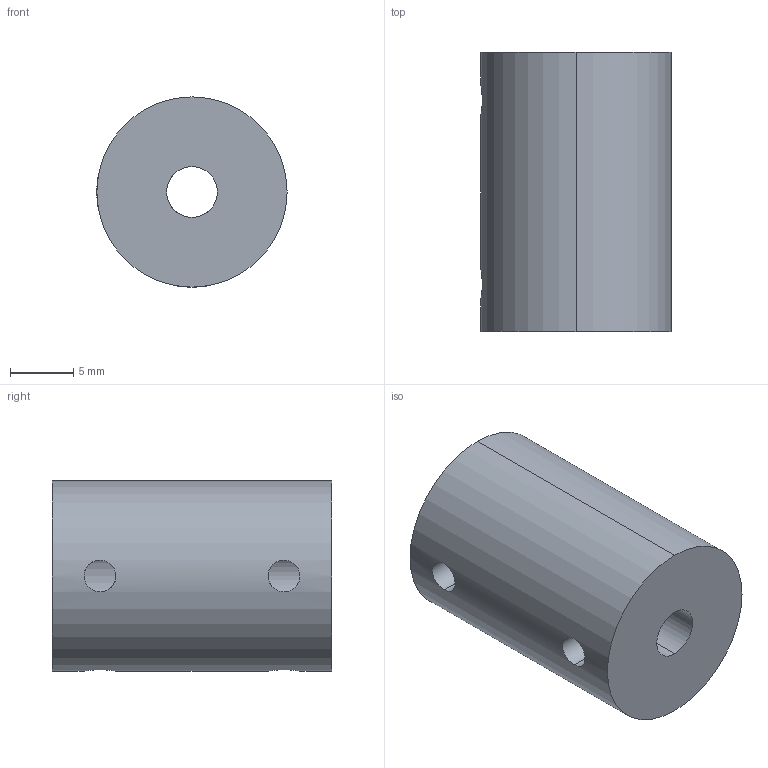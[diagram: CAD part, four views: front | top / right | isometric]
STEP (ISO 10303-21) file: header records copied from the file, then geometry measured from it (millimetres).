
FILE_DESCRIPTION (( 'STEP AP214' ), '1' );
FILE_NAME ('coupler_extruder.STEP', '2017-04-21T08:41:03', ( '' ), ( '' ), 'SwSTEP 2.0', 'SolidWorks 2015', '' );
FILE_SCHEMA (( 'AUTOMOTIVE_DESIGN' ));
Length unit declared in the file: millimetre
Products named in the file (1): coupler_extruder
Bounding box: 15 x 22 x 15 mm (x, y, z)
Volume: 3359.3 mm3; surface area: 1823.9 mm2
Topology: 1 solids, 1 shells, 17 faces, 54 edges, 36 vertices
Faces by surface type: cylinder 14, plane 3
Entity records: 940 total; most frequent: CARTESIAN_POINT 442, ORIENTED_EDGE 108, DIRECTION 78, EDGE_CURVE 54, VERTEX_POINT 36, AXIS2_PLACEMENT_3D 30, B_SPLINE_CURVE_WITH_KNOTS 24, EDGE_LOOP 24
